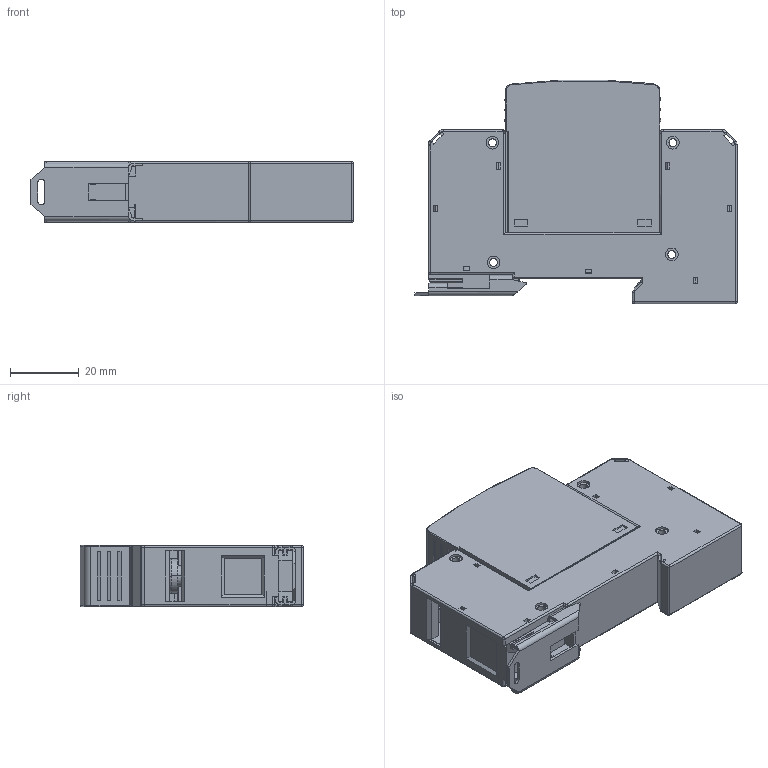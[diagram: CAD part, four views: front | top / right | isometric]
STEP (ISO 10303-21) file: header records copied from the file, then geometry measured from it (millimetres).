
FILE_DESCRIPTION(('CoCreate Modeling STEP Export'),'2;1');
FILE_NAME('512.027_ETITEC.stp','2015-10-20T10:40:43',(''),(''),'CoCreate Modeling STEP processor for AP203 (Solid Model)','CoCreate Modeling 17.0B 09-Oct-2010 (C) Parametric Technology GmbH','');
FILE_SCHEMA(('CONFIG_CONTROL_DESIGN'));
Length unit declared in the file: millimetre
Products named in the file (1): 512.027-ETITEC
Bounding box: 93.9 x 65.07 x 17.8 mm (x, y, z)
Volume: 28285.2 mm3; surface area: 45353.7 mm2
Topology: 1 solids, 14 shells, 1278 faces, 3592 edges, 2330 vertices
Faces by surface type: plane 949, cylinder 273, torus 26, sphere 12, cone 12, bspline 6
Entity records: 41173 total; most frequent: CARTESIAN_POINT 8269, ORIENTED_EDGE 7146, DIRECTION 6421, EDGE_CURVE 3572, VECTOR 2801, LINE 2801, VERTEX_POINT 2326, AXIS2_PLACEMENT_3D 1810
